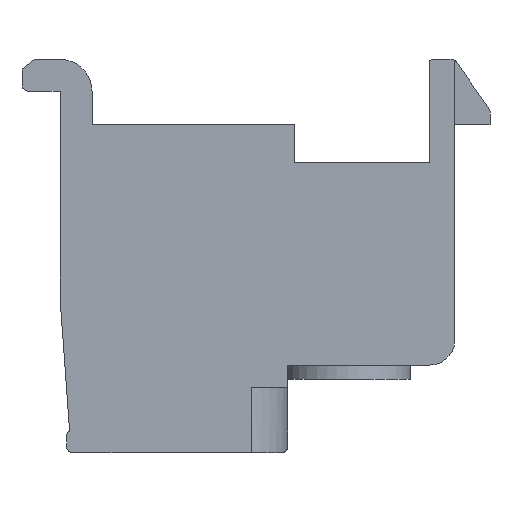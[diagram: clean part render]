
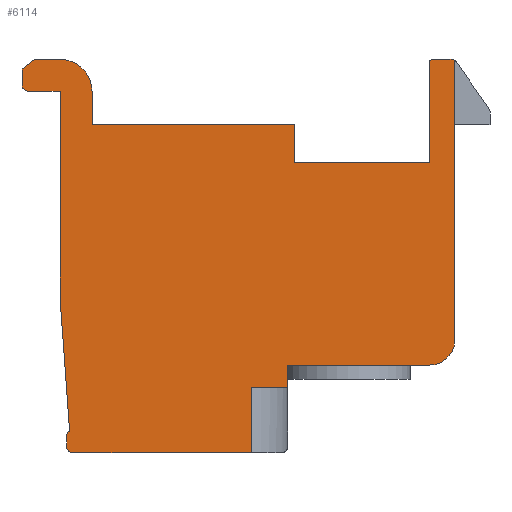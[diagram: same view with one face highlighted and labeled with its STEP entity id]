
A CAD part, front view. The second image highlights one B-rep face of the part: STEP entity #6114.
In plain terms, the highlighted planar face has unit normal (0, -1, 0).
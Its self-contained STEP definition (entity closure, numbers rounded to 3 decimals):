
#1=CARTESIAN_POINT('',(5.45,0.,-2.625));
#2=DIRECTION('',(0.,1.,0.));
#3=DIRECTION('',(1.,0.,0.));
#4=AXIS2_PLACEMENT_3D('',#1,#2,#3);
#6=DIRECTION('',(-1.,0.,0.));
#7=VECTOR('',#6,4.45);
#8=CARTESIAN_POINT('',(5.45,0.,-3.425));
#9=LINE('',#8,#7);
#10=DIRECTION('',(0.,0.,-1.));
#11=VECTOR('',#10,0.7);
#12=CARTESIAN_POINT('',(1.,0.,-3.425));
#13=LINE('',#12,#11);
#14=DIRECTION('',(1.,0.,0.));
#15=VECTOR('',#14,1.15);
#16=CARTESIAN_POINT('',(-0.15,0.,-4.125));
#17=LINE('',#16,#15);
#18=DIRECTION('',(0.,0.,1.));
#19=VECTOR('',#18,2.05);
#20=CARTESIAN_POINT('',(-0.15,0.,-6.175));
#21=LINE('',#20,#19);
#22=DIRECTION('',(-1.,0.,0.));
#23=VECTOR('',#22,5.6);
#24=CARTESIAN_POINT('',(-0.15,0.,-6.175));
#25=LINE('',#24,#23);
#26=CARTESIAN_POINT('',(-5.75,0.,-5.975));
#27=DIRECTION('',(0.,1.,0.));
#28=DIRECTION('',(0.,0.,-1.));
#29=AXIS2_PLACEMENT_3D('',#26,#27,#28);
#31=DIRECTION('',(0.,0.,1.));
#32=VECTOR('',#31,0.3);
#33=CARTESIAN_POINT('',(-5.95,0.,-5.975));
#34=LINE('',#33,#32);
#35=CARTESIAN_POINT('',(-5.75,0.,-5.675));
#36=DIRECTION('',(0.,1.,0.));
#37=DIRECTION('',(-1.,0.,0.));
#38=AXIS2_PLACEMENT_3D('',#35,#36,#37);
#40=DIRECTION('',(-0.072,0.,0.997));
#41=VECTOR('',#40,4.13);
#42=CARTESIAN_POINT('',(-5.854,0.,-5.504));
#43=LINE('',#42,#41);
#44=DIRECTION('',(0.,0.,1.));
#45=VECTOR('',#44,6.56);
#46=CARTESIAN_POINT('',(-6.15,0.,-1.385));
#47=LINE('',#46,#45);
#48=DIRECTION('',(-1.,0.,0.));
#49=VECTOR('',#48,1.);
#50=CARTESIAN_POINT('',(-6.15,0.,5.175));
#51=LINE('',#50,#49);
#52=CARTESIAN_POINT('',(-7.15,0.,5.375));
#53=DIRECTION('',(0.,1.,0.));
#54=DIRECTION('',(0.,0.,-1.));
#55=AXIS2_PLACEMENT_3D('',#52,#53,#54);
#57=DIRECTION('',(0.,0.,1.));
#58=VECTOR('',#57,0.5);
#59=CARTESIAN_POINT('',(-7.35,0.,5.375));
#60=LINE('',#59,#58);
#61=DIRECTION('',(0.785,0.,0.619));
#62=VECTOR('',#61,0.485);
#63=CARTESIAN_POINT('',(-7.35,0.,5.875));
#64=LINE('',#63,#62);
#65=DIRECTION('',(1.,0.,0.));
#66=VECTOR('',#65,0.819);
#67=CARTESIAN_POINT('',(-6.969,0.,6.175));
#68=LINE('',#67,#66);
#69=CARTESIAN_POINT('',(-6.15,0.,5.175));
#70=DIRECTION('',(0.,1.,0.));
#71=DIRECTION('',(0.,0.,1.));
#72=AXIS2_PLACEMENT_3D('',#69,#70,#71);
#74=DIRECTION('',(0.,0.,-1.));
#75=VECTOR('',#74,1.05);
#76=CARTESIAN_POINT('',(-5.15,0.,5.175));
#77=LINE('',#76,#75);
#78=DIRECTION('',(1.,0.,0.));
#79=VECTOR('',#78,6.35);
#80=CARTESIAN_POINT('',(-5.15,0.,4.125));
#81=LINE('',#80,#79);
#82=DIRECTION('',(0.,0.,-1.));
#83=VECTOR('',#82,1.2);
#84=CARTESIAN_POINT('',(1.2,0.,4.125));
#85=LINE('',#84,#83);
#86=DIRECTION('',(1.,0.,0.));
#87=VECTOR('',#86,4.25);
#88=CARTESIAN_POINT('',(1.2,0.,2.925));
#89=LINE('',#88,#87);
#90=DIRECTION('',(0.,0.,1.));
#91=VECTOR('',#90,3.213);
#92=CARTESIAN_POINT('',(5.45,0.,2.925));
#93=LINE('',#92,#91);
#94=CARTESIAN_POINT('',(5.565,0.,5.975));
#95=DIRECTION('',(0.,1.,0.));
#96=DIRECTION('',(-0.577,0.,0.816));
#97=AXIS2_PLACEMENT_3D('',#94,#95,#96);
#99=DIRECTION('',(1.,0.,0.));
#100=VECTOR('',#99,0.626);
#101=CARTESIAN_POINT('',(5.565,0.,6.175));
#102=LINE('',#101,#100);
#103=CARTESIAN_POINT('',(6.127,0.,5.986));
#104=DIRECTION('',(0.,1.,0.));
#105=DIRECTION('',(0.32,0.,0.947));
#106=AXIS2_PLACEMENT_3D('',#103,#104,#105);
#116=DIRECTION('',(0.,0.,1.));
#117=VECTOR('',#116,8.768);
#118=CARTESIAN_POINT('',(6.25,0.,-2.625));
#119=LINE('',#118,#117);
#4652=CARTESIAN_POINT('',(6.25,0.,-2.625));
#4653=CARTESIAN_POINT('',(5.45,0.,-3.425));
#4654=VERTEX_POINT('',#4652);
#4655=VERTEX_POINT('',#4653);
#4656=CARTESIAN_POINT('',(1.,0.,-3.425));
#4657=VERTEX_POINT('',#4656);
#4658=CARTESIAN_POINT('',(-5.75,0.,-6.175));
#4659=CARTESIAN_POINT('',(-5.95,0.,-5.975));
#4660=VERTEX_POINT('',#4658);
#4661=VERTEX_POINT('',#4659);
#4662=CARTESIAN_POINT('',(-5.95,0.,-5.675));
#4663=VERTEX_POINT('',#4662);
#4664=CARTESIAN_POINT('',(-5.854,0.,-5.504));
#4665=VERTEX_POINT('',#4664);
#4666=CARTESIAN_POINT('',(-6.15,0.,-1.385));
#4667=VERTEX_POINT('',#4666);
#4668=CARTESIAN_POINT('',(-6.15,0.,5.175));
#4669=VERTEX_POINT('',#4668);
#4670=CARTESIAN_POINT('',(-7.15,0.,5.175));
#4671=VERTEX_POINT('',#4670);
#4672=CARTESIAN_POINT('',(-7.35,0.,5.375));
#4673=VERTEX_POINT('',#4672);
#4674=CARTESIAN_POINT('',(-7.35,0.,5.875));
#4675=VERTEX_POINT('',#4674);
#4676=CARTESIAN_POINT('',(-6.969,0.,6.175));
#4677=VERTEX_POINT('',#4676);
#4678=CARTESIAN_POINT('',(-6.15,0.,6.175));
#4679=VERTEX_POINT('',#4678);
#4680=CARTESIAN_POINT('',(-5.15,0.,5.175));
#4681=VERTEX_POINT('',#4680);
#4682=CARTESIAN_POINT('',(-5.15,0.,4.125));
#4683=VERTEX_POINT('',#4682);
#4684=CARTESIAN_POINT('',(1.2,0.,4.125));
#4685=VERTEX_POINT('',#4684);
#4686=CARTESIAN_POINT('',(1.2,0.,2.925));
#4687=VERTEX_POINT('',#4686);
#4688=CARTESIAN_POINT('',(5.45,0.,2.925));
#4689=VERTEX_POINT('',#4688);
#4690=CARTESIAN_POINT('',(5.45,0.,6.138));
#4691=VERTEX_POINT('',#4690);
#4692=CARTESIAN_POINT('',(5.565,0.,6.175));
#4693=VERTEX_POINT('',#4692);
#4694=CARTESIAN_POINT('',(6.191,0.,6.175));
#4695=VERTEX_POINT('',#4694);
#5296=CARTESIAN_POINT('',(-0.15,0.,-6.175));
#5297=CARTESIAN_POINT('',(-0.15,0.,-4.125));
#5298=VERTEX_POINT('',#5296);
#5299=VERTEX_POINT('',#5297);
#5300=CARTESIAN_POINT('',(1.,0.,-4.125));
#5301=VERTEX_POINT('',#5300);
#5320=CARTESIAN_POINT('',(6.25,0.,6.143));
#5322=VERTEX_POINT('',#5320);
#6055=CARTESIAN_POINT('',(0.,0.,0.));
#6056=DIRECTION('',(0.,1.,0.));
#6057=DIRECTION('',(1.,0.,0.));
#6058=AXIS2_PLACEMENT_3D('',#6055,#6056,#6057);
#6059=PLANE('',#6058);
#6061=ORIENTED_EDGE('',*,*,#6060,.F.);
#6063=ORIENTED_EDGE('',*,*,#6062,.T.);
#6065=ORIENTED_EDGE('',*,*,#6064,.T.);
#6067=ORIENTED_EDGE('',*,*,#6066,.T.);
#6069=ORIENTED_EDGE('',*,*,#6068,.F.);
#6071=ORIENTED_EDGE('',*,*,#6070,.F.);
#6073=ORIENTED_EDGE('',*,*,#6072,.T.);
#6075=ORIENTED_EDGE('',*,*,#6074,.T.);
#6077=ORIENTED_EDGE('',*,*,#6076,.T.);
#6079=ORIENTED_EDGE('',*,*,#6078,.T.);
#6081=ORIENTED_EDGE('',*,*,#6080,.T.);
#6083=ORIENTED_EDGE('',*,*,#6082,.T.);
#6085=ORIENTED_EDGE('',*,*,#6084,.T.);
#6087=ORIENTED_EDGE('',*,*,#6086,.T.);
#6089=ORIENTED_EDGE('',*,*,#6088,.T.);
#6091=ORIENTED_EDGE('',*,*,#6090,.T.);
#6093=ORIENTED_EDGE('',*,*,#6092,.T.);
#6095=ORIENTED_EDGE('',*,*,#6094,.T.);
#6097=ORIENTED_EDGE('',*,*,#6096,.T.);
#6099=ORIENTED_EDGE('',*,*,#6098,.T.);
#6101=ORIENTED_EDGE('',*,*,#6100,.T.);
#6103=ORIENTED_EDGE('',*,*,#6102,.T.);
#6105=ORIENTED_EDGE('',*,*,#6104,.T.);
#6107=ORIENTED_EDGE('',*,*,#6106,.T.);
#6109=ORIENTED_EDGE('',*,*,#6108,.T.);
#6111=ORIENTED_EDGE('',*,*,#6110,.T.);
#6112=EDGE_LOOP('',(#6061,#6063,#6065,#6067,#6069,#6071,#6073,#6075,#6077,#6079,
#6081,#6083,#6085,#6087,#6089,#6091,#6093,#6095,#6097,#6099,#6101,#6103,#6105,
#6107,#6109,#6111));
#6113=FACE_OUTER_BOUND('',#6112,.F.);
#6114=ADVANCED_FACE('',(#6113),#6059,.F.);
#5=CIRCLE('',#4,0.8);
#30=CIRCLE('',#29,0.2);
#39=CIRCLE('',#38,0.2);
#56=CIRCLE('',#55,0.2);
#73=CIRCLE('',#72,1.);
#98=CIRCLE('',#97,0.2);
#107=CIRCLE('',#106,0.2);
#6060=EDGE_CURVE('',#4654,#5322,#119,.T.);
#6062=EDGE_CURVE('',#4654,#4655,#5,.T.);
#6064=EDGE_CURVE('',#4655,#4657,#9,.T.);
#6066=EDGE_CURVE('',#4657,#5301,#13,.T.);
#6068=EDGE_CURVE('',#5299,#5301,#17,.T.);
#6070=EDGE_CURVE('',#5298,#5299,#21,.T.);
#6072=EDGE_CURVE('',#5298,#4660,#25,.T.);
#6074=EDGE_CURVE('',#4660,#4661,#30,.T.);
#6076=EDGE_CURVE('',#4661,#4663,#34,.T.);
#6078=EDGE_CURVE('',#4663,#4665,#39,.T.);
#6080=EDGE_CURVE('',#4665,#4667,#43,.T.);
#6082=EDGE_CURVE('',#4667,#4669,#47,.T.);
#6084=EDGE_CURVE('',#4669,#4671,#51,.T.);
#6086=EDGE_CURVE('',#4671,#4673,#56,.T.);
#6088=EDGE_CURVE('',#4673,#4675,#60,.T.);
#6090=EDGE_CURVE('',#4675,#4677,#64,.T.);
#6092=EDGE_CURVE('',#4677,#4679,#68,.T.);
#6094=EDGE_CURVE('',#4679,#4681,#73,.T.);
#6096=EDGE_CURVE('',#4681,#4683,#77,.T.);
#6098=EDGE_CURVE('',#4683,#4685,#81,.T.);
#6100=EDGE_CURVE('',#4685,#4687,#85,.T.);
#6102=EDGE_CURVE('',#4687,#4689,#89,.T.);
#6104=EDGE_CURVE('',#4689,#4691,#93,.T.);
#6106=EDGE_CURVE('',#4691,#4693,#98,.T.);
#6108=EDGE_CURVE('',#4693,#4695,#102,.T.);
#6110=EDGE_CURVE('',#4695,#5322,#107,.T.);
